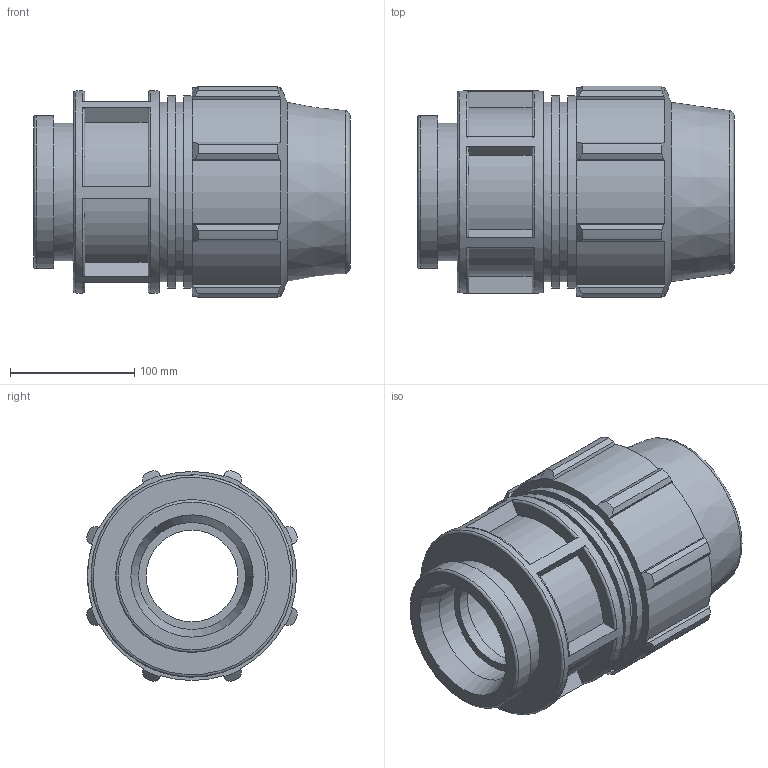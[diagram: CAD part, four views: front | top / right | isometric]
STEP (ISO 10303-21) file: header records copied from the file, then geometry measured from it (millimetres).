
FILE_DESCRIPTION(/* description */ ('PLASSON SHOULDERED ADAPTOR 110-4"'),/* implementation_level */ '2;1');
FILE_NAME(/* name */ '0732061100400A.ipt.stp',/* time_stamp */ '2017-06-08T04:13:36+03:00',/* author */ ('KIM'),/* organization */ (''),/* preprocessor_version */ 'ST-DEVELOPER v15.6',/* originating_system */ 'Autodesk Inventor 2015',/* authorisation */ '');
FILE_SCHEMA (('AUTOMOTIVE_DESIGN { 1 0 10303 214 3 1 1 }'));
Length unit declared in the file: millimetre
Products named in the file (1): 0732061100400A
Bounding box: 255 x 170.31 x 170.31 mm (x, y, z)
Volume: 2498739.9 mm3; surface area: 268575.6 mm2
Topology: 1 solids, 1 shells, 128 faces, 327 edges, 216 vertices
Faces by surface type: plane 68, cylinder 32, torus 15, cone 13
Full cylindrical faces by diameter (mm): 73.8 x1, 86.1 x1, 100 x1, 110.7 x1, 123 x1, 144.8 x2, 154.755 x2, 162.9 x1
Entity records: 4058 total; most frequent: CARTESIAN_POINT 927, DIRECTION 612, ORIENTED_EDGE 610, EDGE_CURVE 305, AXIS2_PLACEMENT_3D 234, VERTEX_POINT 213, EDGE_LOOP 164, LINE 144
